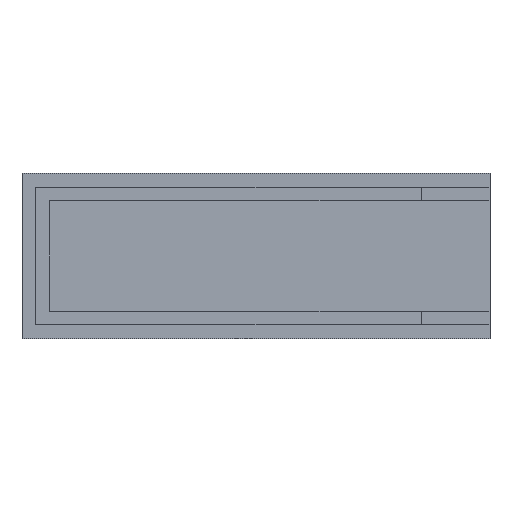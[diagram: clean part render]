
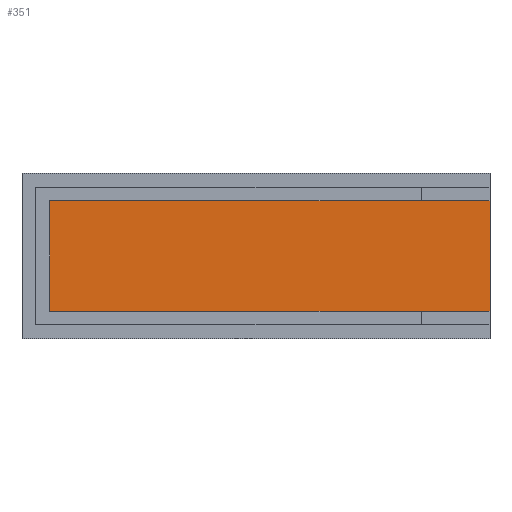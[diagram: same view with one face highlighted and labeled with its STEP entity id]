
A CAD part, front view. The second image highlights one B-rep face of the part: STEP entity #351.
In plain terms, the highlighted planar face has unit normal (0, -1, 0).
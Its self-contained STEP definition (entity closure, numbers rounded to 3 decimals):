
#25=FACE_OUTER_BOUND('',#43,.T.);
#43=EDGE_LOOP('',(#285,#286,#287,#288));
#66=LINE('',#512,#114);
#75=LINE('',#529,#123);
#84=LINE('',#546,#132);
#90=LINE('',#556,#138);
#114=VECTOR('',#414,10.);
#123=VECTOR('',#429,10.);
#132=VECTOR('',#442,10.);
#138=VECTOR('',#452,10.);
#161=VERTEX_POINT('',#509);
#162=VERTEX_POINT('',#511);
#167=VERTEX_POINT('',#528);
#173=VERTEX_POINT('',#545);
#194=EDGE_CURVE('',#161,#162,#66,.T.);
#203=EDGE_CURVE('',#167,#162,#75,.T.);
#212=EDGE_CURVE('',#173,#167,#84,.T.);
#218=EDGE_CURVE('',#161,#173,#90,.T.);
#285=ORIENTED_EDGE('',*,*,#203,.T.);
#286=ORIENTED_EDGE('',*,*,#194,.F.);
#287=ORIENTED_EDGE('',*,*,#218,.T.);
#288=ORIENTED_EDGE('',*,*,#212,.T.);
#333=PLANE('',#383);
#351=ADVANCED_FACE('',(#25),#333,.F.);
#383=AXIS2_PLACEMENT_3D('',#557,#453,#454);
#414=DIRECTION('',(0.,0.,-1.));
#429=DIRECTION('',(1.,0.,0.));
#442=DIRECTION('',(0.,0.,-1.));
#452=DIRECTION('',(-1.,0.,0.));
#453=DIRECTION('center_axis',(0.,1.,0.));
#454=DIRECTION('ref_axis',(1.,0.,0.));
#509=CARTESIAN_POINT('',(0.,0.,20.));
#511=CARTESIAN_POINT('',(0.,0.,4.));
#512=CARTESIAN_POINT('',(0.,0.,24.));
#528=CARTESIAN_POINT('',(-64.,0.,4.));
#529=CARTESIAN_POINT('',(-17.,0.,4.));
#545=CARTESIAN_POINT('',(-64.,0.,20.));
#546=CARTESIAN_POINT('',(-64.,0.,7.));
#556=CARTESIAN_POINT('',(-50.,0.,20.));
#557=CARTESIAN_POINT('Origin',(-34.,0.,12.));
